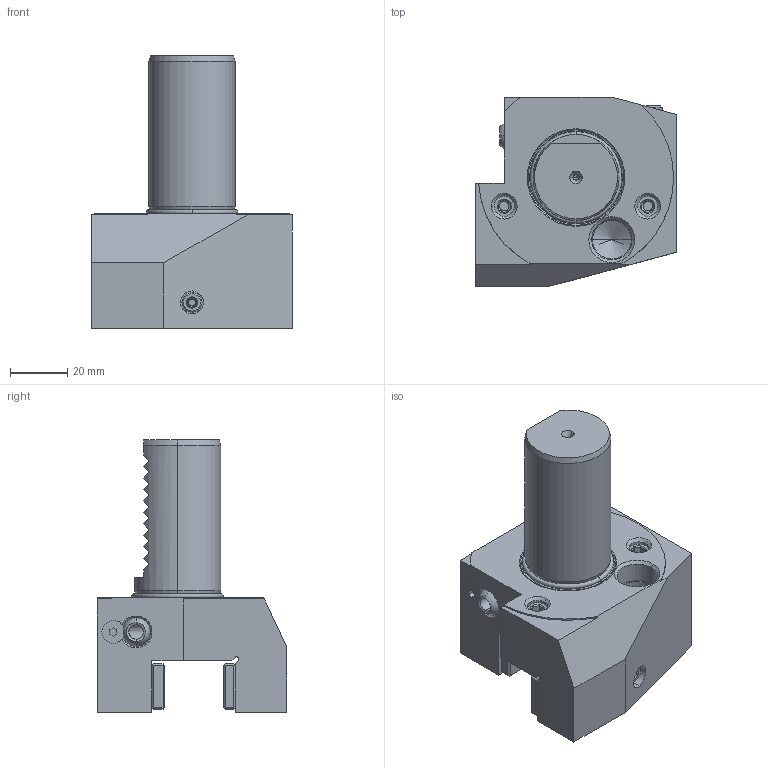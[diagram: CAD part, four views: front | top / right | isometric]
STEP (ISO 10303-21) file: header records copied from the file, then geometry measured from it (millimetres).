
FILE_DESCRIPTION((''),'2;1');
FILE_NAME('309_31_20','2020-11-09T',('101107'),(''),'CREO PARAMETRIC BY PTC INC, 2016260','CREO PARAMETRIC BY PTC INC, 2016260','');
FILE_SCHEMA(('CONFIG_CONTROL_DESIGN'));
Length unit declared in the file: millimetre
Products named in the file (1): 309_31_20
Bounding box: 70 x 66 x 95 mm (x, y, z)
Volume: 161001.3 mm3; surface area: 31409.9 mm2
Topology: 2 solids, 6 shells, 386 faces, 918 edges, 564 vertices
Faces by surface type: plane 162, cone 126, cylinder 82, torus 6, bspline 4, revolution 4, sphere 2
Entity records: 12677 total; most frequent: CARTESIAN_POINT 3895, ORIENTED_EDGE 1820, DIRECTION 1786, EDGE_CURVE 910, AXIS2_PLACEMENT_3D 674, VERTEX_POINT 564, VECTOR 434, LINE 434
